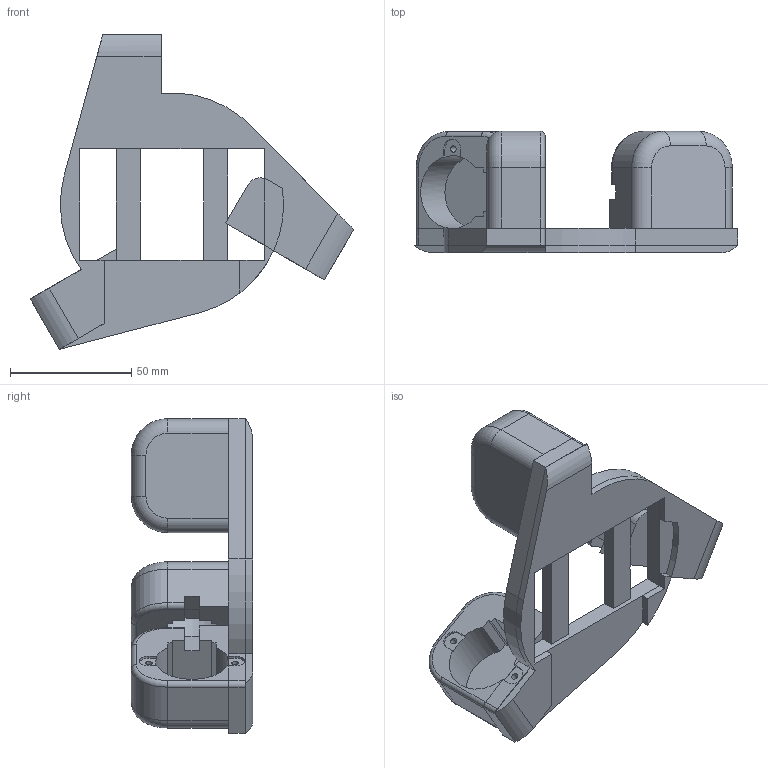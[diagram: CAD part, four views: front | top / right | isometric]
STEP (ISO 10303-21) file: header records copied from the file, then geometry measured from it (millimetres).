
FILE_DESCRIPTION(/* description */ (''),/* implementation_level */ '2;1');
FILE_NAME(/* name */ 'head.step',/* time_stamp */ '2024-02-25T14:39:42-08:00',/* author */ (''),/* organization */ (''),/* preprocessor_version */ 'ST-DEVELOPER v20',/* originating_system */ 'Autodesk Translation Framework v12.14.0.127',/* authorisation */ '');
FILE_SCHEMA (('AUTOMOTIVE_DESIGN { 1 0 10303 214 3 1 1 }'));
Length unit declared in the file: millimetre
Products named in the file (1): delta_top
Bounding box: 133.24 x 50 x 129.68 mm (x, y, z)
Volume: 134936.8 mm3; surface area: 57624.6 mm2
Topology: 6 solids, 6 shells, 201 faces, 525 edges, 340 vertices
Faces by surface type: plane 134, cylinder 55, torus 12
Full cylindrical faces by diameter (mm): 2.6 x6
Entity records: 6194 total; most frequent: CARTESIAN_POINT 1070, DIRECTION 1066, ORIENTED_EDGE 1056, EDGE_CURVE 528, LINE 394, VECTOR 394, VERTEX_POINT 340, AXIS2_PLACEMENT_3D 336
